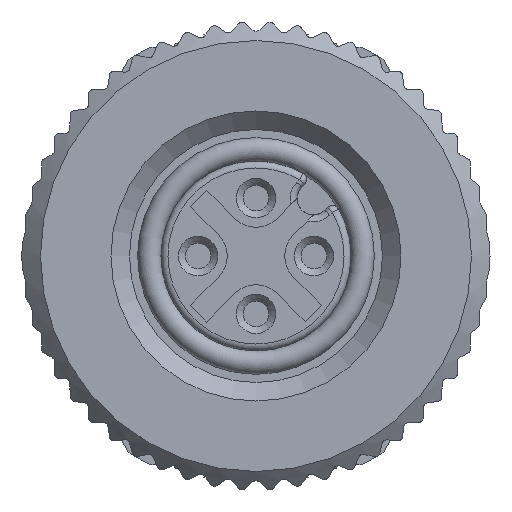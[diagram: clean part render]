
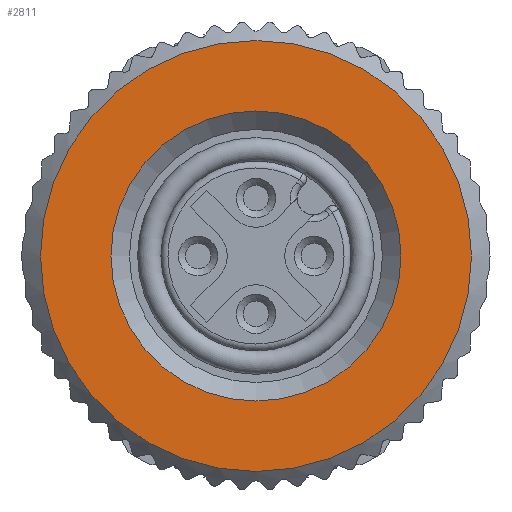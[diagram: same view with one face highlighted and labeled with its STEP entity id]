
A CAD part, left-side view. The second image highlights one B-rep face of the part: STEP entity #2811.
In plain terms, the highlighted planar face has unit normal (-1, 0, 0).
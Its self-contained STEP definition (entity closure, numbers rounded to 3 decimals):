
#2512=FACE_BOUND('',#4747,.T.);
#2513=FACE_BOUND('',#4748,.T.);
#2811=ADVANCED_FACE('',(#2512,#2513),#3506,.T.);
#3506=PLANE('',#13164);
#4747=EDGE_LOOP('',(#6306));
#4748=EDGE_LOOP('',(#6307));
#6306=ORIENTED_EDGE('',*,*,#10989,.T.);
#6307=ORIENTED_EDGE('',*,*,#10990,.T.);
#9624=VERTEX_POINT('',#21034);
#9625=VERTEX_POINT('',#21037);
#10989=EDGE_CURVE('',#9624,#9624,#12330,.T.);
#10990=EDGE_CURVE('',#9625,#9625,#12331,.T.);
#12330=CIRCLE('',#13161,6.259);
#12331=CIRCLE('',#13163,9.3);
#13161=AXIS2_PLACEMENT_3D('',#21033,#15277,#15278);
#13163=AXIS2_PLACEMENT_3D('',#21036,#15281,#15282);
#13164=AXIS2_PLACEMENT_3D('',#21038,#15283,#15284);
#15277=DIRECTION('',(1.,0.,0.));
#15278=DIRECTION('',(0.,-1.,0.));
#15281=DIRECTION('',(-1.,0.,0.));
#15282=DIRECTION('',(0.,-1.,0.));
#15283=DIRECTION('',(-1.,0.,0.));
#15284=DIRECTION('',(0.,1.,0.));
#21033=CARTESIAN_POINT('',(0.75,0.,0.));
#21034=CARTESIAN_POINT('',(0.75,-6.259,0.));
#21036=CARTESIAN_POINT('',(0.75,0.,0.));
#21037=CARTESIAN_POINT('',(0.75,-9.3,0.));
#21038=CARTESIAN_POINT('',(0.75,0.,0.));
